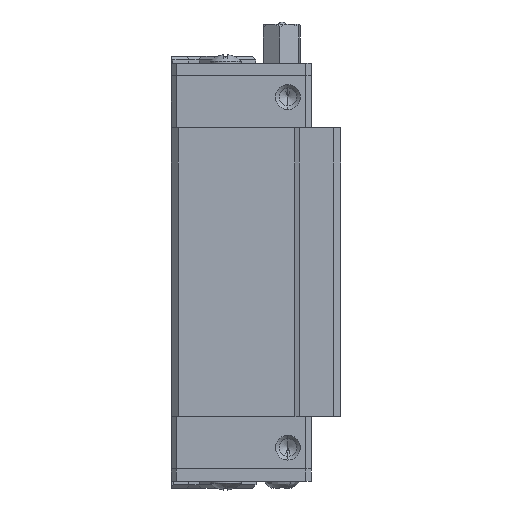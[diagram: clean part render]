
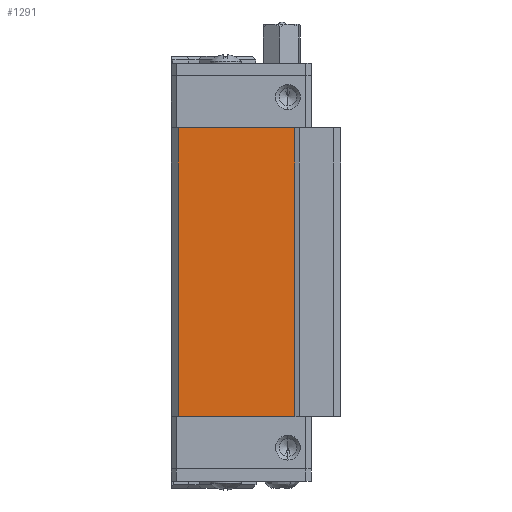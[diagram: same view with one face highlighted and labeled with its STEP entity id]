
A CAD part, left-side view. The second image highlights one B-rep face of the part: STEP entity #1291.
In plain terms, the highlighted planar face has unit normal (-1, 0, 0).
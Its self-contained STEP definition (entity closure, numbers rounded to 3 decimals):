
#259 = CARTESIAN_POINT ( 'NONE',  ( -16.8, 11., 20.4 ) ) ;
#1080 = VERTEX_POINT ( 'NONE', #259 ) ;
#1291 = ADVANCED_FACE ( 'NONE', ( #4909 ), #4052, .F. ) ;
#1404 = EDGE_CURVE ( 'NONE', #5523, #1080, #1723, .T. ) ;
#1723 = LINE ( 'NONE', #7105, #2109 ) ;
#1980 = CARTESIAN_POINT ( 'NONE',  ( -16.8, -5.5, -20.4 ) ) ;
#2109 = VECTOR ( 'NONE', #6142, 1000. ) ;
#2115 = LINE ( 'NONE', #2740, #8739 ) ;
#2143 = ORIENTED_EDGE ( 'NONE', *, *, #4552, .T. ) ;
#2740 = CARTESIAN_POINT ( 'NONE',  ( -16.8, 0., 20.4 ) ) ;
#2882 = LINE ( 'NONE', #6334, #6834 ) ;
#2945 = ORIENTED_EDGE ( 'NONE', *, *, #1404, .F. ) ;
#4004 = DIRECTION ( 'NONE',  ( 0., 1., 0. ) ) ;
#4052 = PLANE ( 'NONE',  #8153 ) ;
#4542 = EDGE_CURVE ( 'NONE', #9622, #9259, #2882, .T. ) ;
#4552 = EDGE_CURVE ( 'NONE', #5523, #9259, #6217, .T. ) ;
#4909 = FACE_OUTER_BOUND ( 'NONE', #10185, .T. ) ;
#5013 = DIRECTION ( 'NONE',  ( 1., 0., 0. ) ) ;
#5479 = DIRECTION ( 'NONE',  ( 0., -1., 0. ) ) ;
#5523 = VERTEX_POINT ( 'NONE', #6634 ) ;
#6142 = DIRECTION ( 'NONE',  ( 0., 0., 1. ) ) ;
#6188 = DIRECTION ( 'NONE',  ( 0., -1., 0. ) ) ;
#6217 = LINE ( 'NONE', #9674, #8289 ) ;
#6334 = CARTESIAN_POINT ( 'NONE',  ( -16.8, -5.5, -20.4 ) ) ;
#6634 = CARTESIAN_POINT ( 'NONE',  ( -16.8, 11., -20.4 ) ) ;
#6834 = VECTOR ( 'NONE', #7926, 1000. ) ;
#7105 = CARTESIAN_POINT ( 'NONE',  ( -16.8, 11., -20.4 ) ) ;
#7719 = EDGE_CURVE ( 'NONE', #1080, #9622, #2115, .T. ) ;
#7926 = DIRECTION ( 'NONE',  ( 0., 0., -1. ) ) ;
#8153 = AXIS2_PLACEMENT_3D ( 'NONE', #10183, #5013, #4004 ) ;
#8241 = ORIENTED_EDGE ( 'NONE', *, *, #7719, .F. ) ;
#8289 = VECTOR ( 'NONE', #5479, 1000. ) ;
#8739 = VECTOR ( 'NONE', #6188, 1000. ) ;
#9092 = ORIENTED_EDGE ( 'NONE', *, *, #4542, .F. ) ;
#9259 = VERTEX_POINT ( 'NONE', #1980 ) ;
#9622 = VERTEX_POINT ( 'NONE', #10418 ) ;
#9674 = CARTESIAN_POINT ( 'NONE',  ( -16.8, 0., -20.4 ) ) ;
#10183 = CARTESIAN_POINT ( 'NONE',  ( -16.8, -5.5, -20.4 ) ) ;
#10185 = EDGE_LOOP ( 'NONE', ( #2945, #2143, #9092, #8241 ) ) ;
#10418 = CARTESIAN_POINT ( 'NONE',  ( -16.8, -5.5, 20.4 ) ) ;
